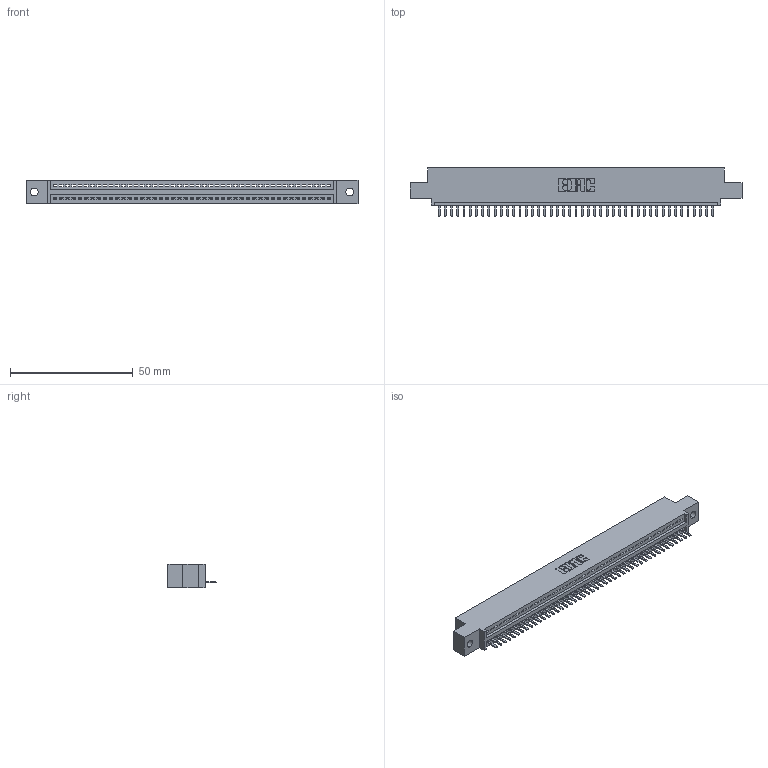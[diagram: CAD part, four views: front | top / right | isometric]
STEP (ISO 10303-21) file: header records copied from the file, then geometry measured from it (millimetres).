
FILE_DESCRIPTION (( 'STEP AP203' ), '1' );
FILE_NAME ('345-045-520-402.STEP', '2018-09-09T08:18:41', ( '' ), ( '' ), 'SwSTEP 2.0', 'SolidWorks 2016', '' );
FILE_SCHEMA (( 'CONFIG_CONTROL_DESIGN' ));
Length unit declared in the file: inch
Products named in the file (3): 345 Part_0.110 Offset - 0.128 Dia; 345-292-001_345-293-120; 345-045-520-402
Assembly tree (46 placements, depth 2):
  345-045-520-402
    345 Part_0.110 Offset - 0.128 Dia
    345-292-001_345-293-120  x45
Bounding box: 135.51 x 19.68 x 9.4 mm (x, y, z)
Volume: 12655.9 mm3; surface area: 16246.2 mm2
Topology: 46 solids, 46 shells, 2920 faces, 8633 edges, 5634 vertices
Faces by surface type: plane 1974, cylinder 946
Entity records: 33713 total; most frequent: CARTESIAN_POINT 5859, ORIENTED_EDGE 5826, DIRECTION 5099, EDGE_CURVE 2913, VECTOR 2597, LINE 2597, VERTEX_POINT 1938, AXIS2_PLACEMENT_3D 1251
